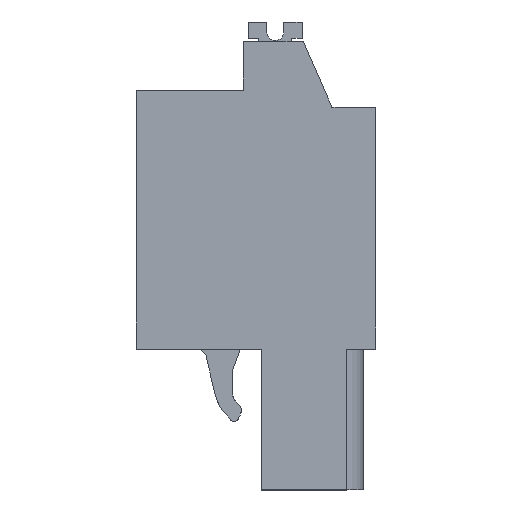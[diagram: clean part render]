
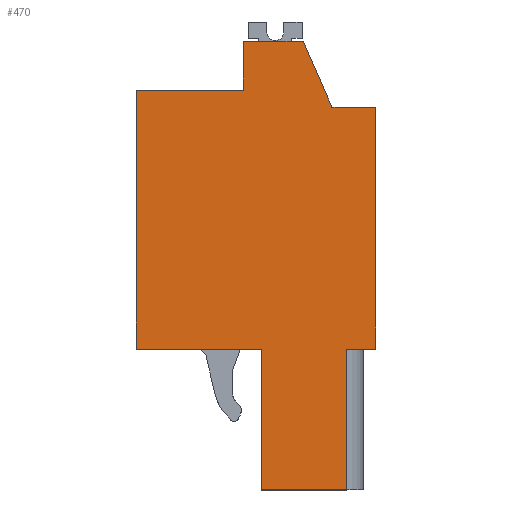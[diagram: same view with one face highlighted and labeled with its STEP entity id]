
A CAD part, left-side view. The second image highlights one B-rep face of the part: STEP entity #470.
In plain terms, the highlighted planar face has unit normal (-1, 0, 0).
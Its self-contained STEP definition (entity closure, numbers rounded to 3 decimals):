
#386=AXIS2_PLACEMENT_3D('Plane Axis2P3D',#383,#384,#385) ;
#42=CARTESIAN_POINT('Vertex',(0.,7.85,26.59)) ;
#45=CARTESIAN_POINT('Line Origine',(0.,6.075,26.59)) ;
#49=CARTESIAN_POINT('Vertex',(0.,4.3,26.59)) ;
#307=CARTESIAN_POINT('Vertex',(0.,7.85,23.69)) ;
#310=CARTESIAN_POINT('Line Origine',(0.,7.85,25.14)) ;
#383=CARTESIAN_POINT('Axis2P3D Location',(0.,6.8,8.35)) ;
#388=CARTESIAN_POINT('Line Origine',(0.,1.725,4.175)) ;
#392=CARTESIAN_POINT('Vertex',(0.,1.725,8.35)) ;
#394=CARTESIAN_POINT('Vertex',(0.,1.725,0.)) ;
#397=CARTESIAN_POINT('Line Origine',(0.,0.862,8.35)) ;
#401=CARTESIAN_POINT('Vertex',(0.,0.,8.35)) ;
#404=CARTESIAN_POINT('Line Origine',(0.,0.,15.52)) ;
#408=CARTESIAN_POINT('Vertex',(0.,0.,22.69)) ;
#411=CARTESIAN_POINT('Line Origine',(0.,1.3,22.69)) ;
#415=CARTESIAN_POINT('Vertex',(0.,2.6,22.69)) ;
#418=CARTESIAN_POINT('Line Origine',(0.,3.45,24.64)) ;
#423=CARTESIAN_POINT('Line Origine',(0.,11.025,23.69)) ;
#427=CARTESIAN_POINT('Vertex',(0.,14.2,23.69)) ;
#430=CARTESIAN_POINT('Line Origine',(0.,14.2,16.02)) ;
#434=CARTESIAN_POINT('Vertex',(0.,14.2,8.35)) ;
#437=CARTESIAN_POINT('Line Origine',(0.,10.485,8.35)) ;
#441=CARTESIAN_POINT('Vertex',(0.,6.771,8.35)) ;
#444=CARTESIAN_POINT('Line Origine',(0.,6.771,4.175)) ;
#448=CARTESIAN_POINT('Vertex',(0.,6.771,0.)) ;
#451=CARTESIAN_POINT('Line Origine',(0.,4.248,0.)) ;
#46=DIRECTION('Vector Direction',(0.,1.,0.)) ;
#311=DIRECTION('Vector Direction',(0.,0.,-1.)) ;
#384=DIRECTION('Axis2P3D Direction',(1.,0.,0.)) ;
#385=DIRECTION('Axis2P3D XDirection',(0.,1.,0.)) ;
#389=DIRECTION('Vector Direction',(0.,0.,-1.)) ;
#398=DIRECTION('Vector Direction',(0.,-1.,0.)) ;
#405=DIRECTION('Vector Direction',(0.,0.,-1.)) ;
#412=DIRECTION('Vector Direction',(0.,1.,0.)) ;
#419=DIRECTION('Vector Direction',(0.,0.4,0.917)) ;
#424=DIRECTION('Vector Direction',(0.,1.,0.)) ;
#431=DIRECTION('Vector Direction',(0.,0.,1.)) ;
#438=DIRECTION('Vector Direction',(0.,1.,0.)) ;
#445=DIRECTION('Vector Direction',(0.,0.,-1.)) ;
#452=DIRECTION('Vector Direction',(0.,1.,0.)) ;
#47=VECTOR('Line Direction',#46,1.) ;
#312=VECTOR('Line Direction',#311,1.) ;
#390=VECTOR('Line Direction',#389,1.) ;
#399=VECTOR('Line Direction',#398,1.) ;
#406=VECTOR('Line Direction',#405,1.) ;
#413=VECTOR('Line Direction',#412,1.) ;
#420=VECTOR('Line Direction',#419,1.) ;
#425=VECTOR('Line Direction',#424,1.) ;
#432=VECTOR('Line Direction',#431,1.) ;
#439=VECTOR('Line Direction',#438,1.) ;
#446=VECTOR('Line Direction',#445,1.) ;
#453=VECTOR('Line Direction',#452,1.) ;
#457=ORIENTED_EDGE('',*,*,#396,.F.) ;
#458=ORIENTED_EDGE('',*,*,#403,.F.) ;
#459=ORIENTED_EDGE('',*,*,#410,.F.) ;
#460=ORIENTED_EDGE('',*,*,#417,.T.) ;
#461=ORIENTED_EDGE('',*,*,#422,.T.) ;
#462=ORIENTED_EDGE('',*,*,#51,.T.) ;
#463=ORIENTED_EDGE('',*,*,#314,.T.) ;
#464=ORIENTED_EDGE('',*,*,#429,.T.) ;
#465=ORIENTED_EDGE('',*,*,#436,.F.) ;
#466=ORIENTED_EDGE('',*,*,#443,.F.) ;
#467=ORIENTED_EDGE('',*,*,#450,.T.) ;
#468=ORIENTED_EDGE('',*,*,#455,.F.) ;
#470=ADVANCED_FACE('HOUSING',(#469),#387,.F.) ;
#51=EDGE_CURVE('',#50,#43,#48,.T.) ;
#314=EDGE_CURVE('',#43,#308,#313,.T.) ;
#396=EDGE_CURVE('',#393,#395,#391,.T.) ;
#403=EDGE_CURVE('',#402,#393,#400,.F.) ;
#410=EDGE_CURVE('',#409,#402,#407,.T.) ;
#417=EDGE_CURVE('',#409,#416,#414,.T.) ;
#422=EDGE_CURVE('',#416,#50,#421,.T.) ;
#429=EDGE_CURVE('',#308,#428,#426,.T.) ;
#436=EDGE_CURVE('',#435,#428,#433,.T.) ;
#443=EDGE_CURVE('',#442,#435,#440,.T.) ;
#450=EDGE_CURVE('',#442,#449,#447,.T.) ;
#455=EDGE_CURVE('',#395,#449,#454,.T.) ;
#456=EDGE_LOOP('',(#457,#458,#459,#460,#461,#462,#463,#464,#465,#466,#467,#468)) ;
#469=FACE_OUTER_BOUND('',#456,.T.) ;
#48=LINE('Line',#45,#47) ;
#313=LINE('Line',#310,#312) ;
#391=LINE('Line',#388,#390) ;
#400=LINE('Line',#397,#399) ;
#407=LINE('Line',#404,#406) ;
#414=LINE('Line',#411,#413) ;
#421=LINE('Line',#418,#420) ;
#426=LINE('Line',#423,#425) ;
#433=LINE('Line',#430,#432) ;
#440=LINE('Line',#437,#439) ;
#447=LINE('Line',#444,#446) ;
#454=LINE('Line',#451,#453) ;
#387=PLANE('',#386) ;
#43=VERTEX_POINT('',#42) ;
#50=VERTEX_POINT('',#49) ;
#308=VERTEX_POINT('',#307) ;
#393=VERTEX_POINT('',#392) ;
#395=VERTEX_POINT('',#394) ;
#402=VERTEX_POINT('',#401) ;
#409=VERTEX_POINT('',#408) ;
#416=VERTEX_POINT('',#415) ;
#428=VERTEX_POINT('',#427) ;
#435=VERTEX_POINT('',#434) ;
#442=VERTEX_POINT('',#441) ;
#449=VERTEX_POINT('',#448) ;
